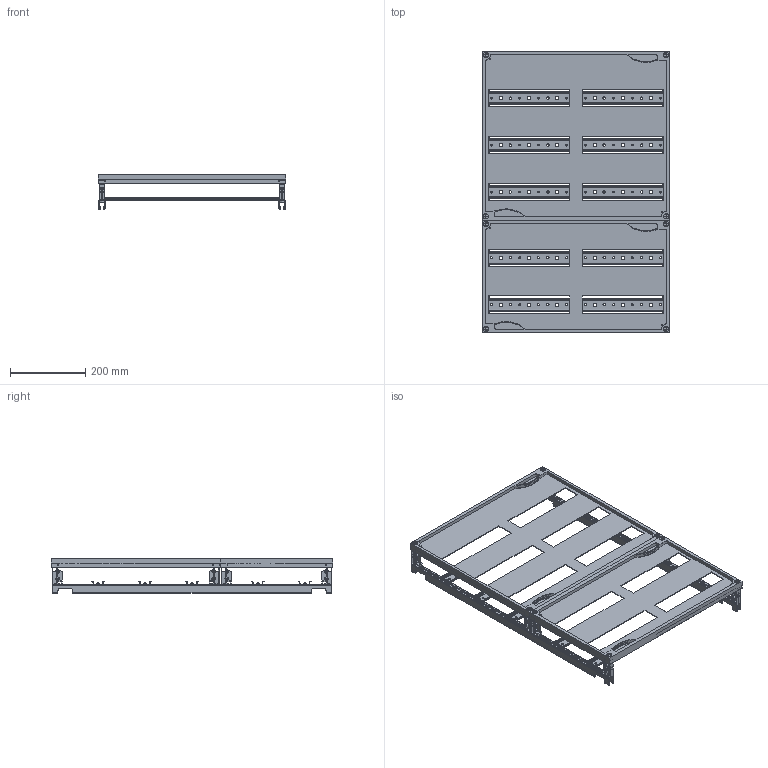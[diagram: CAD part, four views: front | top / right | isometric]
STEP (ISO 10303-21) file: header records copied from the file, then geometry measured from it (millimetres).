
FILE_DESCRIPTION(('STEP AP214'),'1');
FILE_NAME('cctmp_53155BF6-372B-4522-81D3-A6F49999403C_2023_07_22_14_48_32_0883..stp','2023-07-22T12:48:36',('SIEMENS A&D'),('CADClick - www.CADClick.com'),'Spatial InterOp 3D postprocessed',' ','unknown authorization');
FILE_SCHEMA(('AUTOMOTIVE_DESIGN'));
Length unit declared in the file: millimetre
Products named in the file (36): cc_unnamed; 2023_07_22_14_48_32_0757; 2023_07_22_14_48_32_0753; 2023_07_22_14_48_32_0749; 2023_07_22_14_48_32_0745; 2023_07_22_14_48_32_0742; 2023_07_22_14_48_32_0739; 2023_07_22_14_48_32_0735; 2023_07_22_14_48_32_0732; 2023_07_22_14_48_32_0729; 2023_07_22_14_48_32_0725; 2023_07_22_14_48_32_0722; 2023_07_22_14_48_32_0718; 2023_07_22_14_48_32_0715; 2023_07_22_14_48_32_0711; 2023_07_22_14_48_32_0707; 2023_07_22_14_48_32_0703; 2023_07_22_14_48_32_0699; 2023_07_22_14_48_32_0695; 2023_07_22_14_48_32_0691; 2023_07_22_14_48_32_0687; 2023_07_22_14_48_32_0683; 2023_07_22_14_48_32_0679; 2023_07_22_14_48_32_0676; 2023_07_22_14_48_32_0672; 2023_07_22_14_48_32_0668; 2023_07_22_14_48_32_0664; 2023_07_22_14_48_32_0660; 2023_07_22_14_48_32_0656; 2023_07_22_14_48_32_0652; 2023_07_22_14_48_32_0649; 2023_07_22_14_48_32_0646; 2023_07_22_14_48_32_0642; 2023_07_22_14_48_32_0638; 2023_07_22_14_48_32_0634; 2023_07_22_14_48_32_0630
Assembly tree (35 placements, depth 2):
  cc_unnamed
    2023_07_22_14_48_32_0757
    2023_07_22_14_48_32_0753
    2023_07_22_14_48_32_0749
    2023_07_22_14_48_32_0745
    2023_07_22_14_48_32_0742
    2023_07_22_14_48_32_0739
    2023_07_22_14_48_32_0735
    2023_07_22_14_48_32_0732
    2023_07_22_14_48_32_0729
    2023_07_22_14_48_32_0725
    2023_07_22_14_48_32_0722
    2023_07_22_14_48_32_0718
    2023_07_22_14_48_32_0715
    2023_07_22_14_48_32_0711
    2023_07_22_14_48_32_0707
    2023_07_22_14_48_32_0703
    2023_07_22_14_48_32_0699
    2023_07_22_14_48_32_0695
    2023_07_22_14_48_32_0691
    2023_07_22_14_48_32_0687
    2023_07_22_14_48_32_0683
    2023_07_22_14_48_32_0679
    2023_07_22_14_48_32_0676
    2023_07_22_14_48_32_0672
    2023_07_22_14_48_32_0668
    2023_07_22_14_48_32_0664
    2023_07_22_14_48_32_0660
    2023_07_22_14_48_32_0656
    2023_07_22_14_48_32_0652
    2023_07_22_14_48_32_0649
    2023_07_22_14_48_32_0646
    2023_07_22_14_48_32_0642
    2023_07_22_14_48_32_0638
    2023_07_22_14_48_32_0634
    2023_07_22_14_48_32_0630
Bounding box: 500 x 750 x 92.82 mm (x, y, z)
Volume: 1269532.8 mm3; surface area: 1223301.2 mm2
Topology: 35 solids, 35 shells, 3622 faces, 10234 edges, 6726 vertices
Faces by surface type: plane 2250, cylinder 1304, torus 32, sphere 20, cone 16
Entity records: 131859 total; most frequent: CARTESIAN_POINT 22146, DIRECTION 20640, ORIENTED_EDGE 20532, EDGE_CURVE 10266, LINE 6904, VECTOR 6904, AXIS2_PLACEMENT_3D 6868, VERTEX_POINT 6758
